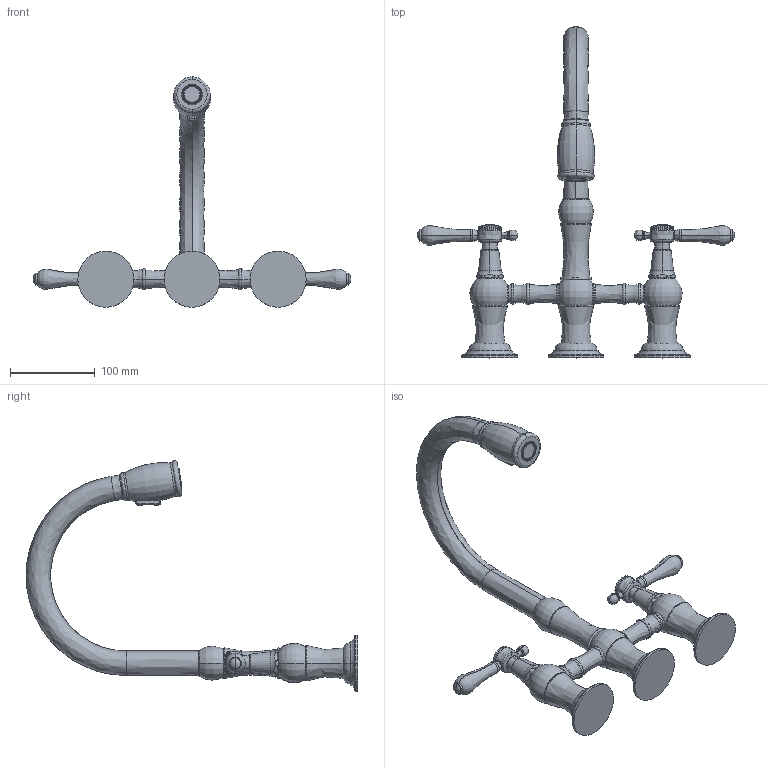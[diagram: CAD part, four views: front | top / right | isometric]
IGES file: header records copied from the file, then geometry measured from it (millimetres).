
Start section:  PTC IGES file: 1030-5463.igs
Global section: file name: 1030-5463.igs; native system: Creo Parametric by PTC Inc.; preprocessor: 2018400; author: gbazan; organization: Unknown; date: 20220125.142229; units: inch
Bounding box: 374.52 x 391.29 x 271.77 mm (x, y, z)
Surface area: 139410.6 mm2 (no closed solid volume)
Topology: 0 solids, 0 shells, 587 faces, 2694 edges, 2664 vertices
Faces by surface type: revolution 414, bspline 165, extrusion 8
